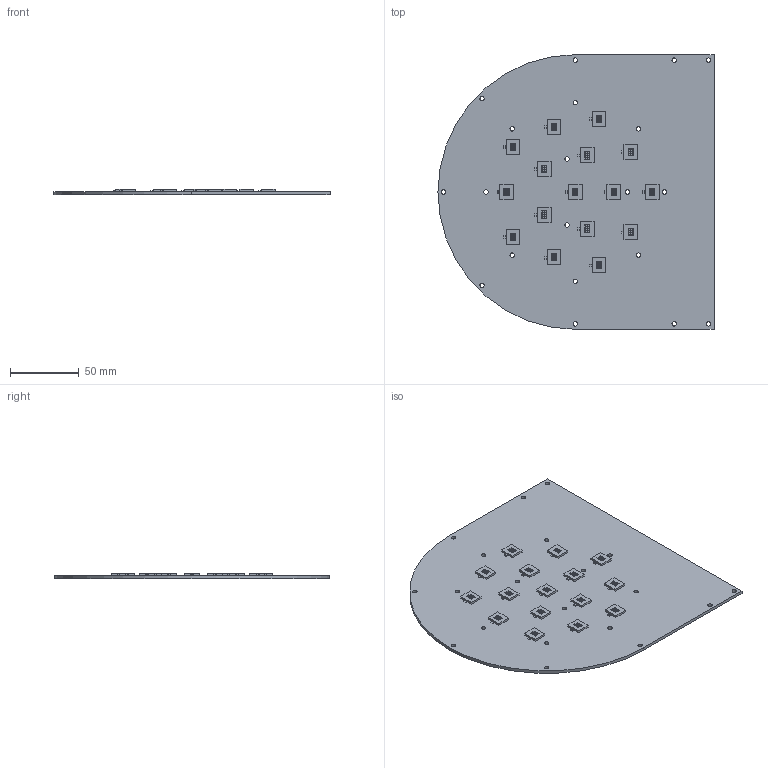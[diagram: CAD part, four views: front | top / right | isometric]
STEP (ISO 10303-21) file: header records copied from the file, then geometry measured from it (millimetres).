
FILE_DESCRIPTION(('KiCad electronic assembly'),'2;1');
FILE_NAME('uven2-sbm-120-uv-copper-base-16-leds.step', '2023-08-04T09:55:54',('Pcbnew'),('Kicad'), 'Open CASCADE STEP processor 7.5','KiCad to STEP converter','Unknown' );
FILE_SCHEMA(('AUTOMOTIVE_DESIGN { 1 0 10303 214 1 1 1 1 }'));
Length unit declared in the file: millimetre
Products named in the file (6): uven2-sbm-120-uv-copper-base-16-leds 1; sbm-120-uv; SOLID; R_0805_2012Metric; uven2-sbm-120-uv-copper-base-16-leds PCB
Assembly tree (35 placements, depth 3):
  uven2-sbm-120-uv-copper-base-16-leds 1
    sbm-120-uv  x16
      SOLID
    R_0805_2012Metric  x16
      SOLID
    uven2-sbm-120-uv-copper-base-16-leds PCB
Bounding box: 201 x 200 x 3.88 mm (x, y, z)
Volume: 83114.8 mm3; surface area: 78555.8 mm2
Topology: 33 solids, 33 shells, 1738 faces, 4232 edges, 2800 vertices
Faces by surface type: plane 1397, cylinder 341
Full cylindrical faces by diameter (mm): 0.2 x192, 3.2 x20
Entity records: 9090 total; most frequent: CARTESIAN_POINT 1757, DIRECTION 1354, LINE 832, VECTOR 832, ORIENTED_EDGE 664, PCURVE 664, DEFINITIONAL_REPRESENTATION 664, EDGE_CURVE 332
